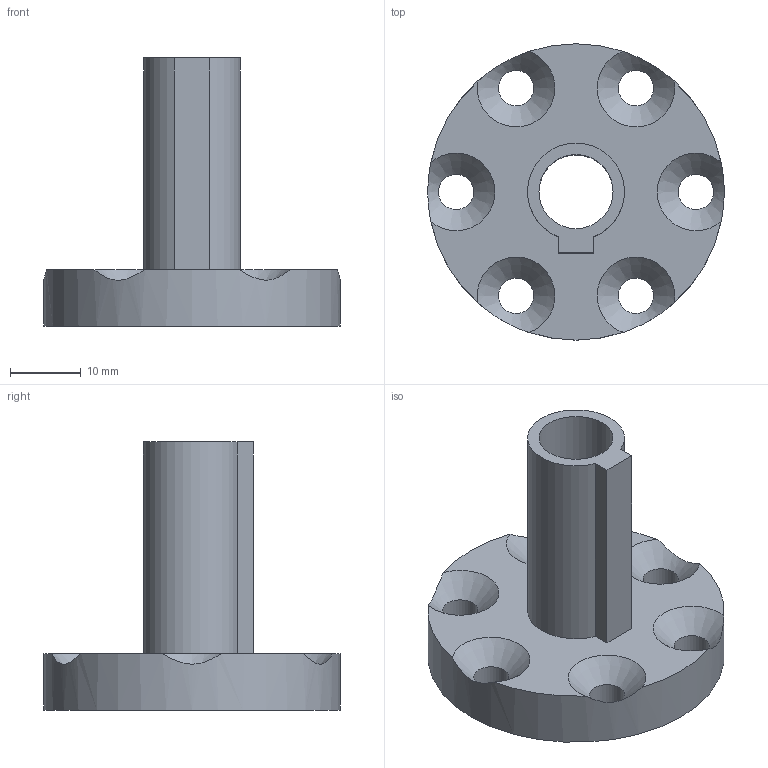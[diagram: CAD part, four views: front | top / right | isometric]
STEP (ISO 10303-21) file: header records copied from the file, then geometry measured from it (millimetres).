
FILE_DESCRIPTION(/* description */ (''),/* implementation_level */ '2;1');
FILE_NAME(/* name */ 'Ceratops -Coupleur_adapted_V2 v1.step',/* time_stamp */ '2020-07-16T11:56:30+02:00',/* author */ (''),/* organization */ (''),/* preprocessor_version */ 'ST-DEVELOPER v18.1',/* originating_system */ 'Autodesk Translation Framework v9.3.0.1241',/* authorisation */ '');
FILE_SCHEMA (('AUTOMOTIVE_DESIGN { 1 0 10303 214 3 1 1 }'));
Length unit declared in the file: millimetre
Products named in the file (1): Ceratops -Coupleur_adapted_V2
Bounding box: 42 x 42 x 38 mm (x, y, z)
Volume: 11039.8 mm3; surface area: 6689.6 mm2
Topology: 1 solids, 1 shells, 21 faces, 67 edges, 43 vertices
Faces by surface type: cylinder 9, plane 6, cone 6
Full cylindrical faces by diameter (mm): 5 x6, 10.5 x1, 42 x1
Entity records: 866 total; most frequent: CARTESIAN_POINT 191, DIRECTION 140, ORIENTED_EDGE 134, EDGE_CURVE 67, AXIS2_PLACEMENT_3D 58, VERTEX_POINT 43, CIRCLE 36, EDGE_LOOP 30
